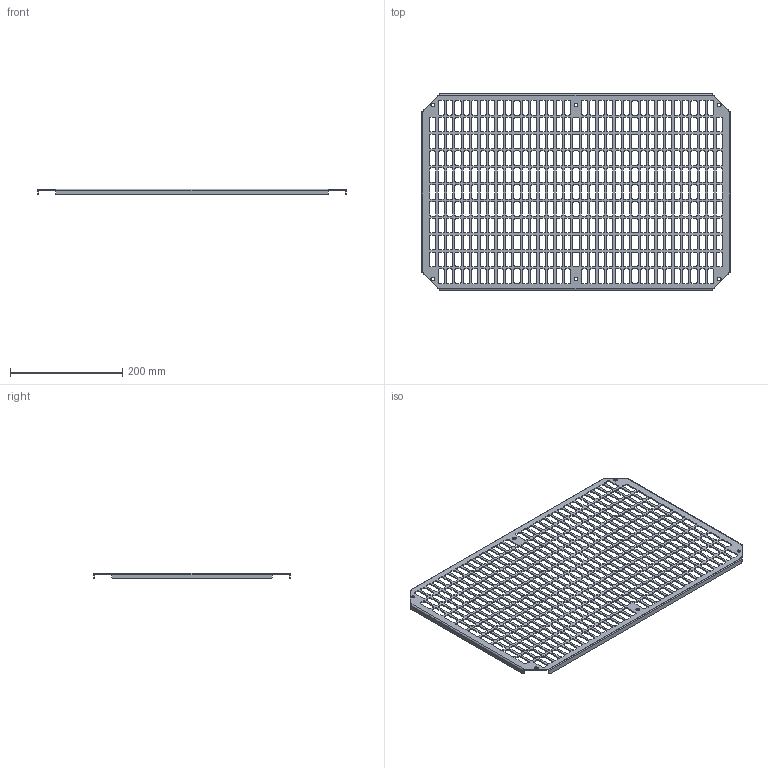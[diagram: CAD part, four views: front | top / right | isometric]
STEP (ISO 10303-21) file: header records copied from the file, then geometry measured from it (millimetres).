
FILE_DESCRIPTION (( 'STEP AP203' ), '1' );
FILE_NAME ('MPP 6040.STEP', '2021-12-08T11:53:35', ( '' ), ( '' ), 'SwSTEP 2.0', 'SolidWorks 2020', '' );
FILE_SCHEMA (( 'CONFIG_CONTROL_DESIGN' ));
Products named in the file (1): MPP 6040
Bounding box: 550 x 350 x 10 mm (x, y, z)
Volume: 188904.4 mm3; surface area: 246216.6 mm2
Topology: 1 solids, 1 shells, 3102 faces, 9300 edges, 6200 vertices
Faces by surface type: cylinder 1552, plane 1550
Entity records: 107045 total; most frequent: DIRECTION 18610, CARTESIAN_POINT 18603, ORIENTED_EDGE 18600, EDGE_CURVE 9300, AXIS2_PLACEMENT_3D 6207, VERTEX_POINT 6200, VECTOR 6196, LINE 6196
